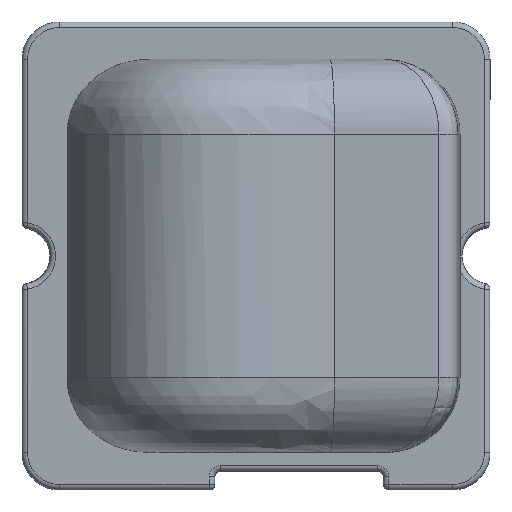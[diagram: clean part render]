
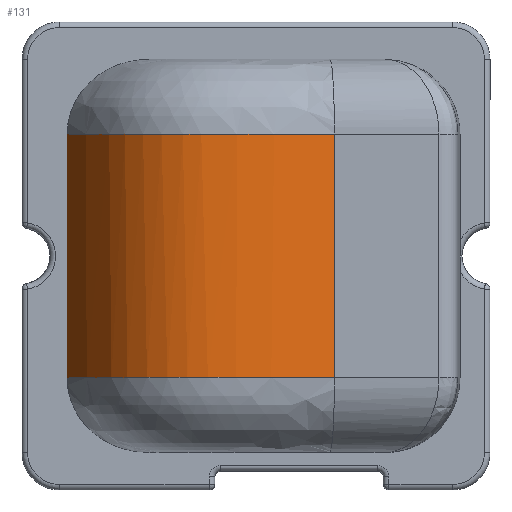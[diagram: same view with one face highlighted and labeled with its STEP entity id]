
A CAD part, top view. The second image highlights one B-rep face of the part: STEP entity #131.
In plain terms, the highlighted free-form (B-spline) face has degree [3, 1] with [8, 2] control points.
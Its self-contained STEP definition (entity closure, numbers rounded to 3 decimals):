
#3 = CARTESIAN_POINT ( 'NONE',  ( -0.397, 6.5, 9.037 ) ) ;
#40 = LINE ( 'NONE', #92, #3274 ) ;
#69 = CARTESIAN_POINT ( 'NONE',  ( -6.584, -6.5, 6.016 ) ) ;
#92 = CARTESIAN_POINT ( 'NONE',  ( 5.389, 10.5, 8.492 ) ) ;
#122 = CARTESIAN_POINT ( 'NONE',  ( -4.94, 6.5, 7.597 ) ) ;
#130 = CARTESIAN_POINT ( 'NONE',  ( 2.462, -6.5, 8.907 ) ) ;
#131 = ADVANCED_FACE ( 'NONE', ( #1214 ), #2833, .F. ) ;
#157 = CARTESIAN_POINT ( 'NONE',  ( -1.953, -6.5, 8.868 ) ) ;
#241 = EDGE_CURVE ( 'NONE', #5213, #315, #2849, .T. ) ;
#315 = VERTEX_POINT ( 'NONE', #5661 ) ;
#440 = CARTESIAN_POINT ( 'NONE',  ( -8.891, -6.5, 1.8 ) ) ;
#468 = CARTESIAN_POINT ( 'NONE',  ( -8.891, 10.5, 1.8 ) ) ;
#498 = CARTESIAN_POINT ( 'NONE',  ( -7.232, -6.5, 5.115 ) ) ;
#501 = CARTESIAN_POINT ( 'NONE',  ( -2.96, 6.5, 8.905 ) ) ;
#524 = CARTESIAN_POINT ( 'NONE',  ( -8.618, -6.5, 2.491 ) ) ;
#892 = VERTEX_POINT ( 'NONE', #3715 ) ;
#938 = CARTESIAN_POINT ( 'NONE',  ( -7.601, -6.5, 4.468 ) ) ;
#988 = B_SPLINE_CURVE_WITH_KNOTS ( 'NONE', 3,
 ( #2380, #4234, #3632, #2291, #3, #1846, #3235, #5730, #2014, #3866, #1532, #5195, #5171, #3378, #122, #2485, #1581, #2462, #4769, #5676, #3323, #4321, #4344, #3811 ),
 .UNSPECIFIED., .F., .F.,
 ( 4, 2, 2, 2, 2, 2, 2, 2, 2, 2, 2, 4 ),
 ( 0., 0.004, 0.007, 0.008, 0.008, 0.009, 0.01, 0.011, 0.012, 0.013, 0.015, 0.017 ),
 .UNSPECIFIED. ) ;
#1065 = CARTESIAN_POINT ( 'NONE',  ( -4.692, -6.5, 7.765 ) ) ;
#1088 = CARTESIAN_POINT ( 'NONE',  ( -0.492, -6.5, 9.035 ) ) ;
#1214 = FACE_OUTER_BOUND ( 'NONE', #5185, .T. ) ;
#1373 = CARTESIAN_POINT ( 'NONE',  ( -8.614, 6.5, 2.564 ) ) ;
#1457 = CARTESIAN_POINT ( 'NONE',  ( -5.571, -6.5, 7.099 ) ) ;
#1512 = ORIENTED_EDGE ( 'NONE', *, *, #241, .T. ) ;
#1532 = CARTESIAN_POINT ( 'NONE',  ( -3.119, 6.5, 8.544 ) ) ;
#1572 = VERTEX_POINT ( 'NONE', #5150 ) ;
#1581 = CARTESIAN_POINT ( 'NONE',  ( -5.806, 6.5, 6.885 ) ) ;
#1590 = CARTESIAN_POINT ( 'NONE',  ( -4.053, -6.5, 8.139 ) ) ;
#1846 = CARTESIAN_POINT ( 'NONE',  ( -1.488, 6.5, 8.938 ) ) ;
#1885 = CARTESIAN_POINT ( 'NONE',  ( 1.102, -6.5, 9.129 ) ) ;
#1901 = EDGE_CURVE ( 'NONE', #892, #5213, #988, .T. ) ;
#1973 = CARTESIAN_POINT ( 'NONE',  ( -1.589, -6.5, 8.925 ) ) ;
#1997 = CARTESIAN_POINT ( 'NONE',  ( 5.389, -6.5, 8.492 ) ) ;
#2014 = CARTESIAN_POINT ( 'NONE',  ( -2.583, 6.5, 8.716 ) ) ;
#2278 = CARTESIAN_POINT ( 'NONE',  ( -6.067, 6.5, 7.048 ) ) ;
#2291 = CARTESIAN_POINT ( 'NONE',  ( 0.328, 6.5, 9.026 ) ) ;
#2339 = CARTESIAN_POINT ( 'NONE',  ( -7.763, -6.5, 4.234 ) ) ;
#2344 = ORIENTED_EDGE ( 'NONE', *, *, #4599, .F. ) ;
#2380 = CARTESIAN_POINT ( 'NONE',  ( 5.389, 6.5, 8.492 ) ) ;
#2392 = CARTESIAN_POINT ( 'NONE',  ( -7.763, 6.5, 4.234 ) ) ;
#2417 = VECTOR ( 'NONE', #4581, 1000. ) ;
#2423 = CARTESIAN_POINT ( 'NONE',  ( -4.995, -6.5, 7.557 ) ) ;
#2447 = CARTESIAN_POINT ( 'NONE',  ( -2.675, -6.5, 8.697 ) ) ;
#2462 = CARTESIAN_POINT ( 'NONE',  ( -6.32, 6.5, 6.343 ) ) ;
#2485 = CARTESIAN_POINT ( 'NONE',  ( -5.53, 6.5, 7.135 ) ) ;
#2531 = CARTESIAN_POINT ( 'NONE',  ( -3.718, -6.5, 8.305 ) ) ;
#2624 = ORIENTED_EDGE ( 'NONE', *, *, #3315, .T. ) ;
#2788 = CARTESIAN_POINT ( 'NONE',  ( -8.891, 6.5, 1.8 ) ) ;
#2819 = CARTESIAN_POINT ( 'NONE',  ( -8.891, -6.5, 1.8 ) ) ;
#2833 = B_SPLINE_SURFACE_WITH_KNOTS ( 'NONE', 3, 1, ( 
 ( #2788, #440 ),
 ( #1373, #4250 ),
 ( #2392, #2339 ),
 ( #2278, #3707 ),
 ( #501, #3733 ),
 ( #4700, #1885 ),
 ( #5523, #3795 ),
 ( #3762, #5092 ) ),
 .UNSPECIFIED., .F., .F., .F.,
 ( 4, 1, 1, 1, 1, 4 ),
 ( 2, 2 ),
 ( 0., 0.138, 0.319, 0.551, 0.714, 1. ),
 ( 0., 1. ),
 .UNSPECIFIED. ) ;
#2849 = LINE ( 'NONE', #468, #2417 ) ;
#3022 = CARTESIAN_POINT ( 'NONE',  ( -8.891, 6.5, 1.8 ) ) ;
#3215 = DIRECTION ( 'NONE',  ( 0., -1., 0. ) ) ;
#3235 = CARTESIAN_POINT ( 'NONE',  ( -1.852, 6.5, 8.886 ) ) ;
#3274 = VECTOR ( 'NONE', #3215, 1000. ) ;
#3315 = EDGE_CURVE ( 'NONE', #315, #1572, #4660, .T. ) ;
#3323 = CARTESIAN_POINT ( 'NONE',  ( -7.59, 6.5, 4.489 ) ) ;
#3378 = CARTESIAN_POINT ( 'NONE',  ( -4.625, 6.5, 7.808 ) ) ;
#3632 = CARTESIAN_POINT ( 'NONE',  ( 2.5, 6.5, 8.9 ) ) ;
#3690 = ORIENTED_EDGE ( 'NONE', *, *, #1901, .T. ) ;
#3707 = CARTESIAN_POINT ( 'NONE',  ( -6.067, -6.5, 7.048 ) ) ;
#3715 = CARTESIAN_POINT ( 'NONE',  ( 5.389, 6.5, 8.492 ) ) ;
#3733 = CARTESIAN_POINT ( 'NONE',  ( -2.96, -6.5, 8.905 ) ) ;
#3757 = CARTESIAN_POINT ( 'NONE',  ( -6.353, -6.5, 6.304 ) ) ;
#3762 = CARTESIAN_POINT ( 'NONE',  ( 5.389, 6.5, 8.492 ) ) ;
#3795 = CARTESIAN_POINT ( 'NONE',  ( 3.715, -6.5, 8.7 ) ) ;
#3811 = CARTESIAN_POINT ( 'NONE',  ( -8.891, 6.5, 1.8 ) ) ;
#3819 = CARTESIAN_POINT ( 'NONE',  ( 3.923, -6.5, 8.674 ) ) ;
#3866 = CARTESIAN_POINT ( 'NONE',  ( -2.942, 6.5, 8.606 ) ) ;
#4218 = CARTESIAN_POINT ( 'NONE',  ( -8.131, -6.5, 3.49 ) ) ;
#4234 = CARTESIAN_POINT ( 'NONE',  ( 3.943, 6.5, 8.671 ) ) ;
#4250 = CARTESIAN_POINT ( 'NONE',  ( -8.614, -6.5, 2.564 ) ) ;
#4305 = CARTESIAN_POINT ( 'NONE',  ( 0.247, -6.5, 9.029 ) ) ;
#4321 = CARTESIAN_POINT ( 'NONE',  ( -8.301, 6.5, 3.177 ) ) ;
#4344 = CARTESIAN_POINT ( 'NONE',  ( -8.634, 6.5, 2.509 ) ) ;
#4581 = DIRECTION ( 'NONE',  ( 0., -1., 0. ) ) ;
#4599 = EDGE_CURVE ( 'NONE', #892, #1572, #40, .T. ) ;
#4660 = B_SPLINE_CURVE_WITH_KNOTS ( 'NONE', 3,
 ( #2819, #4670, #524, #4724, #4218, #938, #498, #69, #3757, #5603, #1457, #2423, #1065, #1590, #2531, #5716, #2447, #157, #1973, #1088, #4305, #130, #3819, #1997 ),
 .UNSPECIFIED., .F., .F.,
 ( 4, 2, 2, 2, 2, 2, 2, 2, 2, 2, 2, 4 ),
 ( 0., 0.001, 0.002, 0.004, 0.006, 0.007, 0.008, 0.009, 0.01, 0.011, 0.013, 0.018 ),
 .UNSPECIFIED. ) ;
#4670 = CARTESIAN_POINT ( 'NONE',  ( -8.765, -6.5, 2.148 ) ) ;
#4700 = CARTESIAN_POINT ( 'NONE',  ( 1.102, 6.5, 9.129 ) ) ;
#4724 = CARTESIAN_POINT ( 'NONE',  ( -8.301, -6.5, 3.161 ) ) ;
#4769 = CARTESIAN_POINT ( 'NONE',  ( -6.558, 6.5, 6.05 ) ) ;
#5092 = CARTESIAN_POINT ( 'NONE',  ( 5.389, -6.5, 8.492 ) ) ;
#5150 = CARTESIAN_POINT ( 'NONE',  ( 5.389, -6.5, 8.492 ) ) ;
#5171 = CARTESIAN_POINT ( 'NONE',  ( -3.976, 6.5, 8.179 ) ) ;
#5185 = EDGE_LOOP ( 'NONE', ( #1512, #2624, #2344, #3690 ) ) ;
#5195 = CARTESIAN_POINT ( 'NONE',  ( -3.64, 6.5, 8.34 ) ) ;
#5213 = VERTEX_POINT ( 'NONE', #3022 ) ;
#5523 = CARTESIAN_POINT ( 'NONE',  ( 3.715, 6.5, 8.7 ) ) ;
#5603 = CARTESIAN_POINT ( 'NONE',  ( -5.844, -6.5, 6.849 ) ) ;
#5661 = CARTESIAN_POINT ( 'NONE',  ( -8.891, -6.5, 1.8 ) ) ;
#5676 = CARTESIAN_POINT ( 'NONE',  ( -7.22, 6.5, 5.136 ) ) ;
#5716 = CARTESIAN_POINT ( 'NONE',  ( -3.031, -6.5, 8.583 ) ) ;
#5730 = CARTESIAN_POINT ( 'NONE',  ( -2.399, 6.5, 8.764 ) ) ;
